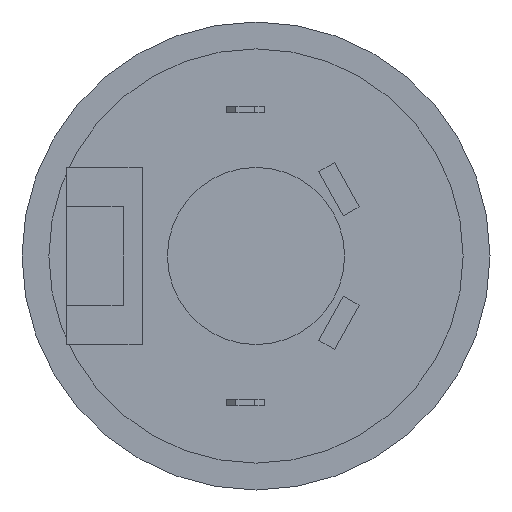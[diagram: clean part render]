
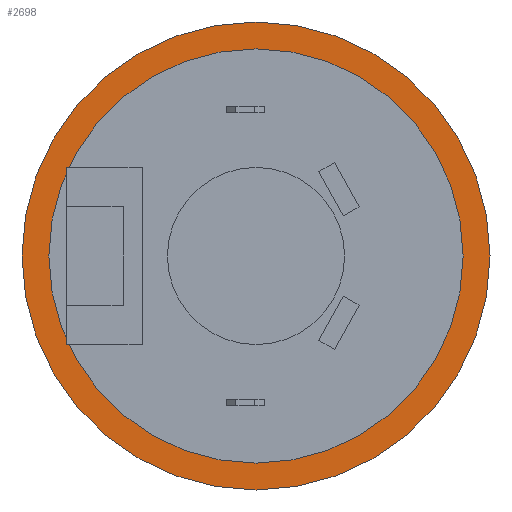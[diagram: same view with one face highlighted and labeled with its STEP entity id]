
A CAD part, front view. The second image highlights one B-rep face of the part: STEP entity #2698.
In plain terms, the highlighted planar face has unit normal (0, -1, 0).
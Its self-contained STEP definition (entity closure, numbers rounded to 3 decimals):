
#10 = ORIENTED_EDGE ( 'NONE', *, *, #647, .F. ) ;
#11 = VERTEX_POINT ( 'NONE', #2396 ) ;
#96 = DIRECTION ( 'NONE',  ( 0., 0., 1. ) ) ;
#163 = AXIS2_PLACEMENT_3D ( 'NONE', #2138, #1485, #638 ) ;
#175 = AXIS2_PLACEMENT_3D ( 'NONE', #1306, #2176, #1540 ) ;
#240 = EDGE_CURVE ( 'NONE', #2521, #11, #1662, .T. ) ;
#328 = CARTESIAN_POINT ( 'NONE',  ( 0., 0., 0. ) ) ;
#413 = PLANE ( 'NONE',  #1817 ) ;
#611 = FACE_BOUND ( 'NONE', #1205, .T. ) ;
#638 = DIRECTION ( 'NONE',  ( 0., 0., -1. ) ) ;
#647 = EDGE_CURVE ( 'NONE', #1195, #764, #2690, .T. ) ;
#704 = DIRECTION ( 'NONE',  ( 0., 1., 0. ) ) ;
#709 = CIRCLE ( 'NONE', #1381, 16.375 ) ;
#718 = EDGE_CURVE ( 'NONE', #11, #2521, #709, .T. ) ;
#760 = AXIS2_PLACEMENT_3D ( 'NONE', #1185, #704, #96 ) ;
#764 = VERTEX_POINT ( 'NONE', #1911 ) ;
#919 = DIRECTION ( 'NONE',  ( 0., -1., 0. ) ) ;
#1055 = ORIENTED_EDGE ( 'NONE', *, *, #718, .F. ) ;
#1099 = FACE_OUTER_BOUND ( 'NONE', #1404, .T. ) ;
#1185 = CARTESIAN_POINT ( 'NONE',  ( 0., 0., 0. ) ) ;
#1195 = VERTEX_POINT ( 'NONE', #2559 ) ;
#1205 = EDGE_LOOP ( 'NONE', ( #1861, #1055 ) ) ;
#1210 = CIRCLE ( 'NONE', #175, 18.5 ) ;
#1306 = CARTESIAN_POINT ( 'NONE',  ( 0., 0., 0. ) ) ;
#1381 = AXIS2_PLACEMENT_3D ( 'NONE', #328, #919, #2433 ) ;
#1404 = EDGE_LOOP ( 'NONE', ( #10, #2306 ) ) ;
#1485 = DIRECTION ( 'NONE',  ( 0., -1., 0. ) ) ;
#1540 = DIRECTION ( 'NONE',  ( 0., 0., 1. ) ) ;
#1662 = CIRCLE ( 'NONE', #163, 16.375 ) ;
#1817 = AXIS2_PLACEMENT_3D ( 'NONE', #2364, #2155, #2572 ) ;
#1861 = ORIENTED_EDGE ( 'NONE', *, *, #240, .F. ) ;
#1911 = CARTESIAN_POINT ( 'NONE',  ( 0., 0., 18.5 ) ) ;
#1991 = CARTESIAN_POINT ( 'NONE',  ( 0., 0., 16.375 ) ) ;
#2138 = CARTESIAN_POINT ( 'NONE',  ( 0., 0., 0. ) ) ;
#2155 = DIRECTION ( 'NONE',  ( 0., 1., 0. ) ) ;
#2176 = DIRECTION ( 'NONE',  ( 0., 1., 0. ) ) ;
#2306 = ORIENTED_EDGE ( 'NONE', *, *, #2473, .F. ) ;
#2364 = CARTESIAN_POINT ( 'NONE',  ( 0., 0., 0. ) ) ;
#2396 = CARTESIAN_POINT ( 'NONE',  ( 0., 0., -16.375 ) ) ;
#2433 = DIRECTION ( 'NONE',  ( 0., 0., -1. ) ) ;
#2473 = EDGE_CURVE ( 'NONE', #764, #1195, #1210, .T. ) ;
#2521 = VERTEX_POINT ( 'NONE', #1991 ) ;
#2559 = CARTESIAN_POINT ( 'NONE',  ( 0., 0., -18.5 ) ) ;
#2572 = DIRECTION ( 'NONE',  ( 0., 0., 1. ) ) ;
#2690 = CIRCLE ( 'NONE', #760, 18.5 ) ;
#2698 = ADVANCED_FACE ( 'NONE', ( #611, #1099 ), #413, .F. ) ;
